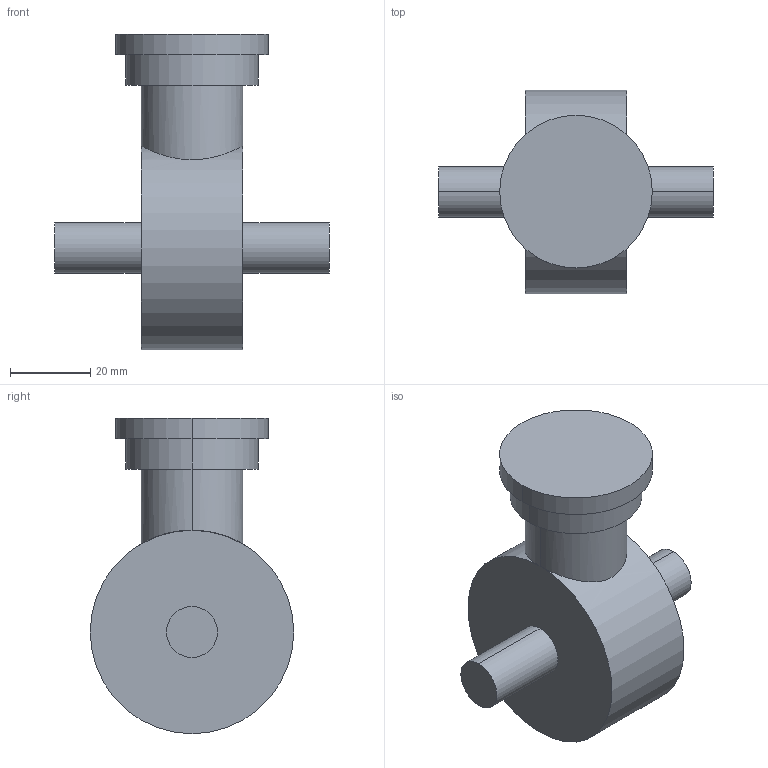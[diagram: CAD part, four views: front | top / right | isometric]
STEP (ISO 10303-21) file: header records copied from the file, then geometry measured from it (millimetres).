
FILE_DESCRIPTION (( 'STEP AP203' ), '1' );
FILE_NAME ('Pieza_6_1_Predeterminado_sldprt.STEP', '2021-12-14T20:28:33', ( 'China' ), ( 'Home' ), 'SwSTEP 2.0', 'SolidWorks 2020', '' );
FILE_SCHEMA (( 'CONFIG_CONTROL_DESIGN' ));
Length unit declared in the file: inch
Products named in the file (1): Pieza_6_1_Predeterminado_sldprt
Bounding box: 68.58 x 50.8 x 78.74 mm (x, y, z)
Volume: 77406.5 mm3; surface area: 13827.3 mm2
Topology: 1 solids, 1 shells, 19 faces, 35 edges, 22 vertices
Faces by surface type: cylinder 12, plane 7
Entity records: 656 total; most frequent: CARTESIAN_POINT 179, DIRECTION 95, ORIENTED_EDGE 70, AXIS2_PLACEMENT_3D 42, EDGE_CURVE 35, EDGE_LOOP 23, CIRCLE 22, VERTEX_POINT 22
